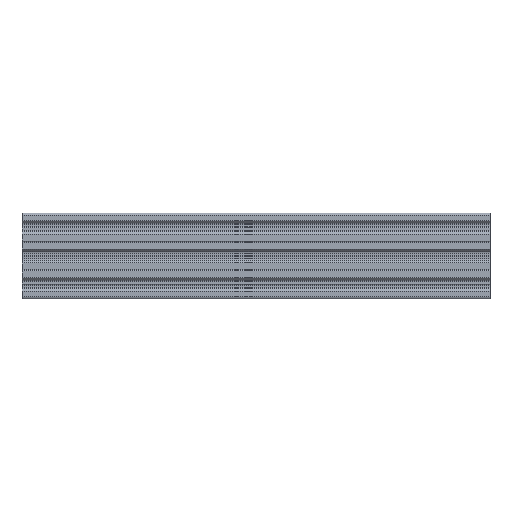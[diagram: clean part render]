
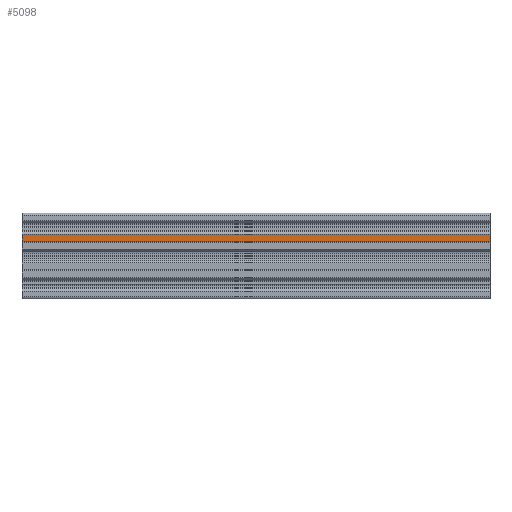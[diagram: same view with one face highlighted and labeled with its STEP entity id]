
A CAD part, top view. The second image highlights one B-rep face of the part: STEP entity #5098.
In plain terms, the highlighted planar face has unit normal (0, 0, 1).
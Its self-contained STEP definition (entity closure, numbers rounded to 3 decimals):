
#203=FACE_OUTER_BOUND('',#478,.T.);
#478=EDGE_LOOP('',(#4053,#4054,#4055,#4056));
#713=LINE('',#7506,#1248);
#941=LINE('',#8358,#1476);
#1018=LINE('',#8578,#1553);
#1019=LINE('',#8580,#1554);
#1248=VECTOR('',#5910,1000.);
#1476=VECTOR('',#6558,1000.);
#1553=VECTOR('',#6783,10.);
#1554=VECTOR('',#6786,10.);
#2057=VERTEX_POINT('',#7503);
#2058=VERTEX_POINT('',#7505);
#2471=VERTEX_POINT('',#8355);
#2472=VERTEX_POINT('',#8357);
#2583=EDGE_CURVE('',#2057,#2058,#713,.T.);
#3011=EDGE_CURVE('',#2472,#2471,#941,.T.);
#3122=EDGE_CURVE('',#2472,#2057,#1018,.T.);
#3123=EDGE_CURVE('',#2471,#2058,#1019,.T.);
#4053=ORIENTED_EDGE('',*,*,#3011,.T.);
#4054=ORIENTED_EDGE('',*,*,#3123,.T.);
#4055=ORIENTED_EDGE('',*,*,#2583,.F.);
#4056=ORIENTED_EDGE('',*,*,#3122,.F.);
#4932=PLANE('',#5631);
#5098=ADVANCED_FACE('',(#203),#4932,.F.);
#5631=AXIS2_PLACEMENT_3D('',#8579,#6784,#6785);
#5910=DIRECTION('',(0.,-1.,0.));
#6558=DIRECTION('',(0.,-1.,0.));
#6783=DIRECTION('',(1.,0.,0.));
#6784=DIRECTION('center_axis',(0.,0.,
-1.));
#6785=DIRECTION('ref_axis',(0.,1.,0.));
#6786=DIRECTION('',(1.,0.,0.));
#7503=CARTESIAN_POINT('',(299.369,157.641,10.));
#7505=CARTESIAN_POINT('',(299.369,152.847,10.));
#7506=CARTESIAN_POINT('',(299.369,152.847,10.));
#8355=CARTESIAN_POINT('',(-28.631,152.847,10.));
#8357=CARTESIAN_POINT('',(-28.631,157.641,10.));
#8358=CARTESIAN_POINT('',(-28.631,152.847,10.));
#8578=CARTESIAN_POINT('',(221.369,157.641,10.));
#8579=CARTESIAN_POINT('Origin',(221.369,152.847,10.));
#8580=CARTESIAN_POINT('',(221.369,152.847,10.));
